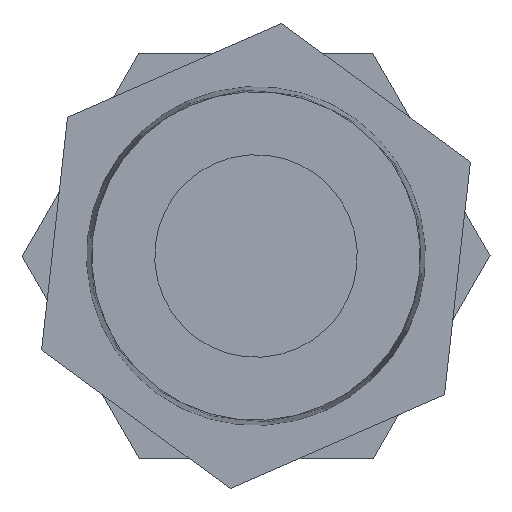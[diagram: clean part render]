
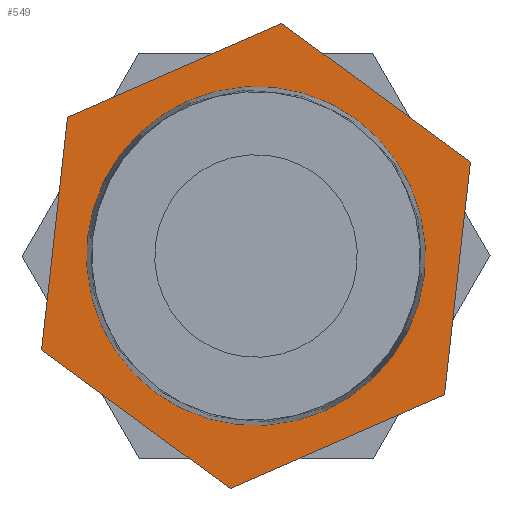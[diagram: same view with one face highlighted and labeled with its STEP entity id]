
A CAD part, front view. The second image highlights one B-rep face of the part: STEP entity #549.
In plain terms, the highlighted face is planar.
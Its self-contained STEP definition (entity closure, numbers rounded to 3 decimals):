
#36=LINE('',#1086,#72);
#40=LINE('',#1095,#76);
#43=LINE('',#1101,#79);
#46=LINE('',#1107,#82);
#49=LINE('',#1113,#85);
#52=LINE('',#1119,#88);
#72=VECTOR('',#937,1000.);
#76=VECTOR('',#943,1000.);
#79=VECTOR('',#948,1000.);
#82=VECTOR('',#953,1000.);
#85=VECTOR('',#958,1000.);
#88=VECTOR('',#963,1000.);
#221=ORIENTED_EDGE('',*,*,#293,.T.);
#222=ORIENTED_EDGE('',*,*,#290,.F.);
#223=ORIENTED_EDGE('',*,*,#287,.F.);
#224=ORIENTED_EDGE('',*,*,#284,.F.);
#225=ORIENTED_EDGE('',*,*,#281,.F.);
#226=ORIENTED_EDGE('',*,*,#278,.F.);
#227=ORIENTED_EDGE('',*,*,#274,.F.);
#274=EDGE_CURVE('',#327,#328,#36,.T.);
#278=EDGE_CURVE('',#328,#331,#40,.T.);
#281=EDGE_CURVE('',#331,#333,#43,.T.);
#284=EDGE_CURVE('',#333,#335,#46,.T.);
#287=EDGE_CURVE('',#335,#337,#49,.T.);
#290=EDGE_CURVE('',#337,#327,#52,.T.);
#293=EDGE_CURVE('',#340,#340,#363,.T.);
#327=VERTEX_POINT('',#1087);
#328=VERTEX_POINT('',#1088);
#331=VERTEX_POINT('',#1096);
#333=VERTEX_POINT('',#1102);
#335=VERTEX_POINT('',#1108);
#337=VERTEX_POINT('',#1114);
#340=VERTEX_POINT('',#1126);
#363=CIRCLE('',#815,20.906);
#417=EDGE_LOOP('',(#221));
#418=EDGE_LOOP('',(#222,#223,#224,#225,#226,#227));
#479=FACE_BOUND('',#417,.T.);
#480=FACE_BOUND('',#418,.T.);
#514=PLANE('',#814);
#549=ADVANCED_FACE('',(#479,#480),#514,.F.);
#814=AXIS2_PLACEMENT_3D('',#1124,#969,#970);
#815=AXIS2_PLACEMENT_3D('',#1125,#971,#972);
#937=DIRECTION('',(0.5,0.,0.866));
#943=DIRECTION('',(-0.5,0.,0.866));
#948=DIRECTION('',(-1.,0.,0.));
#953=DIRECTION('',(-0.5,0.,-0.866));
#958=DIRECTION('',(0.5,0.,-0.866));
#963=DIRECTION('',(1.,0.,0.));
#969=DIRECTION('',(0.,-1.,0.));
#970=DIRECTION('',(0.,0.,-1.));
#971=DIRECTION('',(0.,-1.,0.));
#972=DIRECTION('',(0.,0.,-1.));
#1086=CARTESIAN_POINT('',(21.651,10.,-12.5));
#1087=CARTESIAN_POINT('',(14.434,10.,-25.));
#1088=CARTESIAN_POINT('',(28.868,10.,0.));
#1095=CARTESIAN_POINT('',(21.651,10.,12.5));
#1096=CARTESIAN_POINT('',(14.434,10.,25.));
#1101=CARTESIAN_POINT('',(0.,10.,25.));
#1102=CARTESIAN_POINT('',(-14.434,10.,25.));
#1107=CARTESIAN_POINT('',(-21.651,10.,12.5));
#1108=CARTESIAN_POINT('',(-28.868,10.,0.));
#1113=CARTESIAN_POINT('',(-21.651,10.,-12.5));
#1114=CARTESIAN_POINT('',(-14.434,10.,-25.));
#1119=CARTESIAN_POINT('',(0.,10.,-25.));
#1124=CARTESIAN_POINT('',(0.,10.,0.));
#1125=CARTESIAN_POINT('',(0.,10.,0.));
#1126=CARTESIAN_POINT('',(0.,10.,-20.906));
